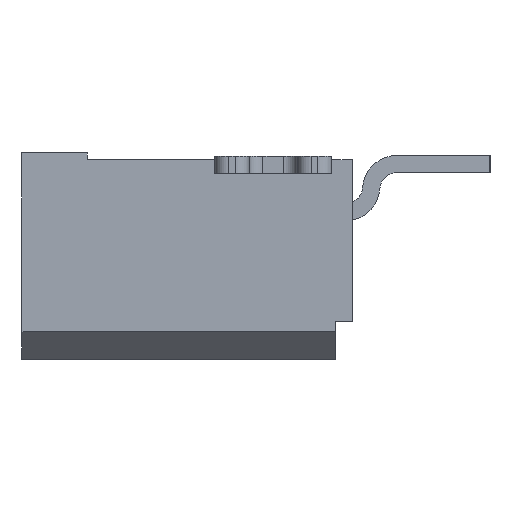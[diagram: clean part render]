
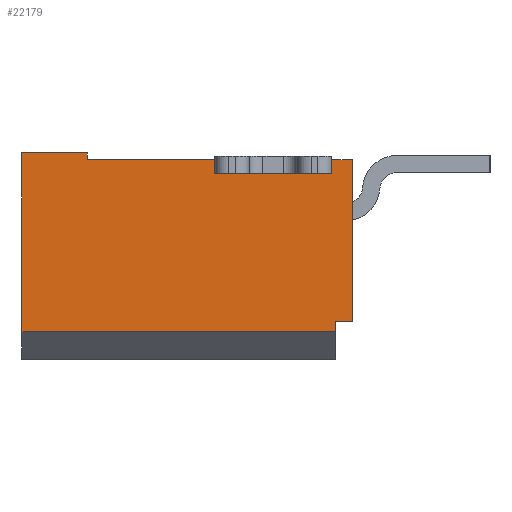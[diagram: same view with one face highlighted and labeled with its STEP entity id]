
A CAD part, left-side view. The second image highlights one B-rep face of the part: STEP entity #22179.
In plain terms, the highlighted planar face has unit normal (-1, 0, 0).
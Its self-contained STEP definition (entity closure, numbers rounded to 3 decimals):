
#554 = LINE ( 'NONE', #41748, #15716 ) ;
#971 = LINE ( 'NONE', #23926, #5896 ) ;
#1087 = VERTEX_POINT ( 'NONE', #16864 ) ;
#1134 = VECTOR ( 'NONE', #2603, 1000. ) ;
#1262 = AXIS2_PLACEMENT_3D ( 'NONE', #42681, #32249, #38468 ) ;
#2323 = EDGE_CURVE ( 'NONE', #8728, #25134, #554, .T. ) ;
#2603 = DIRECTION ( 'NONE',  ( 0., -1., 0. ) ) ;
#3947 = DIRECTION ( 'NONE',  ( 0., 0., -1. ) ) ;
#4344 = LINE ( 'NONE', #4570, #34529 ) ;
#4570 = CARTESIAN_POINT ( 'NONE',  ( -16.9, -4.5, -0.3 ) ) ;
#4849 = EDGE_CURVE ( 'NONE', #34414, #9942, #5884, .T. ) ;
#4993 = CARTESIAN_POINT ( 'NONE',  ( -16.9, 0., 0. ) ) ;
#5004 = EDGE_CURVE ( 'NONE', #8728, #43769, #971, .T. ) ;
#5300 = DIRECTION ( 'NONE',  ( 0., 0., 1. ) ) ;
#5600 = VECTOR ( 'NONE', #38403, 1000. ) ;
#5884 = LINE ( 'NONE', #19700, #37198 ) ;
#5896 = VECTOR ( 'NONE', #37503, 1000. ) ;
#8107 = LINE ( 'NONE', #31294, #5600 ) ;
#8143 = VERTEX_POINT ( 'NONE', #12173 ) ;
#8254 = DIRECTION ( 'NONE',  ( 0., -1., 0. ) ) ;
#8610 = FACE_OUTER_BOUND ( 'NONE', #39556, .T. ) ;
#8728 = VERTEX_POINT ( 'NONE', #22070 ) ;
#8932 = CARTESIAN_POINT ( 'NONE',  ( -16.9, -4.8, -0.1 ) ) ;
#9097 = CARTESIAN_POINT ( 'NONE',  ( -16.9, -2.8, -0.3 ) ) ;
#9942 = VERTEX_POINT ( 'NONE', #38578 ) ;
#9979 = VERTEX_POINT ( 'NONE', #8932 ) ;
#10256 = ORIENTED_EDGE ( 'NONE', *, *, #5004, .F. ) ;
#11731 = LINE ( 'NONE', #38247, #36176 ) ;
#12090 = EDGE_CURVE ( 'NONE', #34414, #1087, #4344, .T. ) ;
#12173 = CARTESIAN_POINT ( 'NONE',  ( -16.9, 0., -2.6 ) ) ;
#12236 = VECTOR ( 'NONE', #3947, 1000. ) ;
#12626 = CARTESIAN_POINT ( 'NONE',  ( -16.9, 0., -2.6 ) ) ;
#12869 = LINE ( 'NONE', #9097, #36806 ) ;
#13186 = ORIENTED_EDGE ( 'NONE', *, *, #38735, .F. ) ;
#13257 = VECTOR ( 'NONE', #8254, 1000. ) ;
#13420 = ORIENTED_EDGE ( 'NONE', *, *, #28626, .T. ) ;
#14149 = ORIENTED_EDGE ( 'NONE', *, *, #21905, .T. ) ;
#14795 = EDGE_CURVE ( 'NONE', #39898, #15271, #26035, .T. ) ;
#15044 = ORIENTED_EDGE ( 'NONE', *, *, #14795, .T. ) ;
#15085 = PLANE ( 'NONE',  #1262 ) ;
#15091 = ORIENTED_EDGE ( 'NONE', *, *, #24042, .F. ) ;
#15271 = VERTEX_POINT ( 'NONE', #15288 ) ;
#15288 = CARTESIAN_POINT ( 'NONE',  ( -16.9, -0.95, 0. ) ) ;
#15716 = VECTOR ( 'NONE', #21067, 1000. ) ;
#16864 = CARTESIAN_POINT ( 'NONE',  ( -16.9, -2.8, -0.3 ) ) ;
#18734 = LINE ( 'NONE', #38765, #13257 ) ;
#19135 = CARTESIAN_POINT ( 'NONE',  ( -16.9, -2.8, -0.1 ) ) ;
#19477 = DIRECTION ( 'NONE',  ( 0., 0., 1. ) ) ;
#19700 = CARTESIAN_POINT ( 'NONE',  ( -16.9, -4.5, -0.3 ) ) ;
#21067 = DIRECTION ( 'NONE',  ( 0., -1., 0. ) ) ;
#21768 = VERTEX_POINT ( 'NONE', #19135 ) ;
#21905 = EDGE_CURVE ( 'NONE', #1087, #21768, #12869, .T. ) ;
#22070 = CARTESIAN_POINT ( 'NONE',  ( -16.9, -4.55, -2.45 ) ) ;
#22179 = ADVANCED_FACE ( 'NONE', ( #8610 ), #15085, .F. ) ;
#23926 = CARTESIAN_POINT ( 'NONE',  ( -16.9, -4.55, -2.45 ) ) ;
#24042 = EDGE_CURVE ( 'NONE', #8143, #33683, #8107, .T. ) ;
#24462 = LINE ( 'NONE', #38025, #12236 ) ;
#24577 = LINE ( 'NONE', #41699, #34268 ) ;
#25134 = VERTEX_POINT ( 'NONE', #37527 ) ;
#26035 = LINE ( 'NONE', #28513, #40059 ) ;
#26583 = EDGE_CURVE ( 'NONE', #15271, #33683, #24577, .T. ) ;
#26599 = CARTESIAN_POINT ( 'NONE',  ( -16.9, -4.55, -2.6 ) ) ;
#27610 = ORIENTED_EDGE ( 'NONE', *, *, #4849, .F. ) ;
#28513 = CARTESIAN_POINT ( 'NONE',  ( -16.9, -0.95, -0.1 ) ) ;
#28626 = EDGE_CURVE ( 'NONE', #8143, #43769, #35829, .T. ) ;
#28805 = DIRECTION ( 'NONE',  ( 0., 1., 0. ) ) ;
#29163 = ORIENTED_EDGE ( 'NONE', *, *, #2323, .T. ) ;
#29292 = EDGE_CURVE ( 'NONE', #39898, #21768, #18734, .T. ) ;
#29638 = ORIENTED_EDGE ( 'NONE', *, *, #33103, .T. ) ;
#30217 = ORIENTED_EDGE ( 'NONE', *, *, #26583, .T. ) ;
#31294 = CARTESIAN_POINT ( 'NONE',  ( -16.9, 0., -2.6 ) ) ;
#32206 = DIRECTION ( 'NONE',  ( 0., 1., 0. ) ) ;
#32249 = DIRECTION ( 'NONE',  ( 1., 0., 0. ) ) ;
#33103 = EDGE_CURVE ( 'NONE', #9979, #9942, #11731, .T. ) ;
#33683 = VERTEX_POINT ( 'NONE', #4993 ) ;
#34268 = VECTOR ( 'NONE', #28805, 1000. ) ;
#34414 = VERTEX_POINT ( 'NONE', #36946 ) ;
#34529 = VECTOR ( 'NONE', #32206, 1000. ) ;
#34938 = CARTESIAN_POINT ( 'NONE',  ( -16.9, -0.95, -0.1 ) ) ;
#35829 = LINE ( 'NONE', #12626, #1134 ) ;
#36176 = VECTOR ( 'NONE', #41570, 1000. ) ;
#36806 = VECTOR ( 'NONE', #40033, 1000. ) ;
#36946 = CARTESIAN_POINT ( 'NONE',  ( -16.9, -4.5, -0.3 ) ) ;
#37198 = VECTOR ( 'NONE', #19477, 1000. ) ;
#37503 = DIRECTION ( 'NONE',  ( 0., 0., -1. ) ) ;
#37527 = CARTESIAN_POINT ( 'NONE',  ( -16.9, -4.8, -2.45 ) ) ;
#38025 = CARTESIAN_POINT ( 'NONE',  ( -16.9, -4.8, -0.1 ) ) ;
#38247 = CARTESIAN_POINT ( 'NONE',  ( -16.9, -4.8, -0.1 ) ) ;
#38403 = DIRECTION ( 'NONE',  ( 0., 0., 1. ) ) ;
#38468 = DIRECTION ( 'NONE',  ( 0., 1., 0. ) ) ;
#38578 = CARTESIAN_POINT ( 'NONE',  ( -16.9, -4.5, -0.1 ) ) ;
#38735 = EDGE_CURVE ( 'NONE', #9979, #25134, #24462, .T. ) ;
#38765 = CARTESIAN_POINT ( 'NONE',  ( -16.9, -0.95, -0.1 ) ) ;
#39556 = EDGE_LOOP ( 'NONE', ( #15044, #30217, #15091, #13420, #10256, #29163, #13186, #29638, #27610, #43784, #14149, #43070 ) ) ;
#39898 = VERTEX_POINT ( 'NONE', #34938 ) ;
#40033 = DIRECTION ( 'NONE',  ( 0., 0., 1. ) ) ;
#40059 = VECTOR ( 'NONE', #5300, 1000. ) ;
#41570 = DIRECTION ( 'NONE',  ( 0., 1., 0. ) ) ;
#41699 = CARTESIAN_POINT ( 'NONE',  ( -16.9, -0.95, 0. ) ) ;
#41748 = CARTESIAN_POINT ( 'NONE',  ( -16.9, -4.55, -2.45 ) ) ;
#42681 = CARTESIAN_POINT ( 'NONE',  ( -16.9, -2.4, -1.3 ) ) ;
#43070 = ORIENTED_EDGE ( 'NONE', *, *, #29292, .F. ) ;
#43769 = VERTEX_POINT ( 'NONE', #26599 ) ;
#43784 = ORIENTED_EDGE ( 'NONE', *, *, #12090, .T. ) ;
